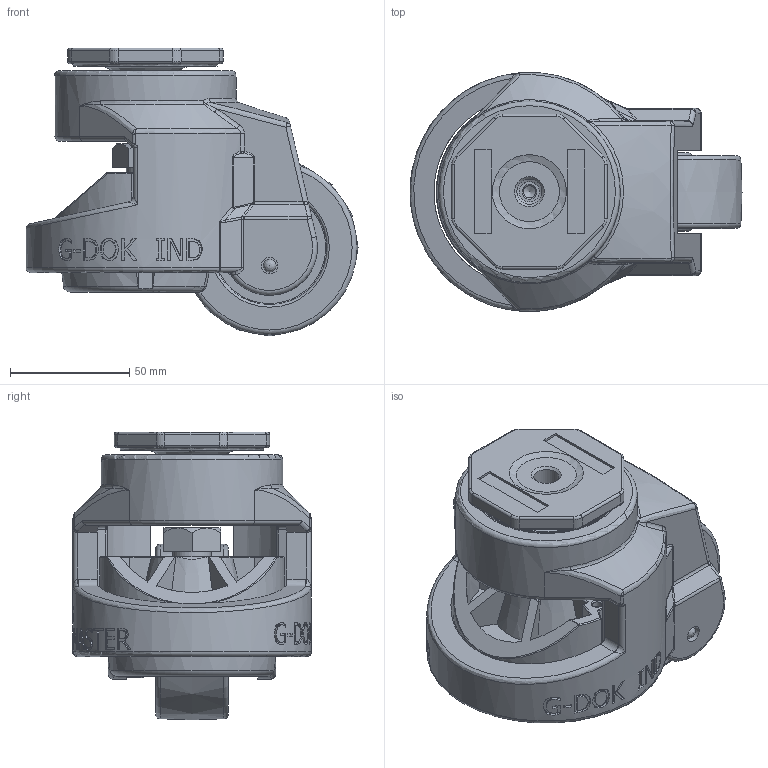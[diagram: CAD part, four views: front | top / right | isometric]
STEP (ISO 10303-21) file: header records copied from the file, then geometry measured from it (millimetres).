
FILE_DESCRIPTION((''),'2;1');
FILE_NAME('GD-120S.stp','2010-12-27T17:06:06',('Administrator'),(''),'Autodesk Inventor 2009','Autodesk Inventor 2009','');
FILE_SCHEMA(('AUTOMOTIVE_DESIGN { 1 0 10303 214 1 1 1 1 }'));
Length unit declared in the file: millimetre
Products named in the file (1): GD-120S
Bounding box: 139 x 99.99 x 120.46 mm (x, y, z)
Volume: 544847.7 mm3; surface area: 132951.5 mm2
Topology: 6 solids, 6 shells, 976 faces, 2554 edges, 1635 vertices
Faces by surface type: plane 324, bspline 315, cylinder 214, torus 66, cone 46, sphere 11
Full cylindrical faces by diameter (mm): 3 x2, 4 x2, 5.153 x1, 6 x4, 7 x2, 8.5 x1, 10.5 x1, 12 x1, 12.2 x1, 16 x1, 19.153 x1, 19.8 x1, 22 x1, 27 x2, 29 x1, 32 x2, 40 x1, 41.6 x1, 42.4 x1, 43 x1, 44 x1, 76 x1
Entity records: 72694 total; most frequent: CARTESIAN_POINT 50840, ORIENTED_EDGE 4808, DIRECTION 3969, EDGE_CURVE 2404, VERTEX_POINT 1601, AXIS2_PLACEMENT_3D 1535, EDGE_LOOP 1149, FACE_OUTER_BOUND 974
